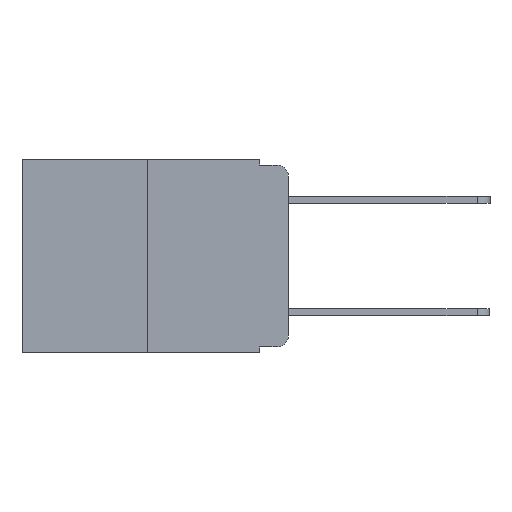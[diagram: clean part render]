
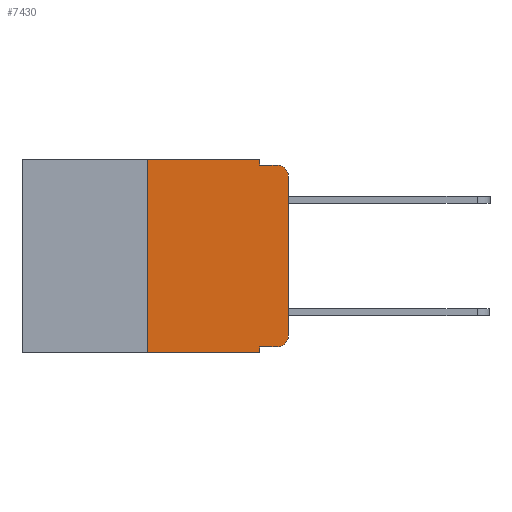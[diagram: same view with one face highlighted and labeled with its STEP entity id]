
A CAD part, left-side view. The second image highlights one B-rep face of the part: STEP entity #7430.
In plain terms, the highlighted planar face has unit normal (-1, 0, 0).
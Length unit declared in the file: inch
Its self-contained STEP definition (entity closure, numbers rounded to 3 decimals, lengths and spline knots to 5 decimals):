
#49 = VERTEX_POINT ( 'NONE', #21313 ) ;
#229 = AXIS2_PLACEMENT_3D ( 'NONE', #16459, #4093, #18536 ) ;
#240 = LINE ( 'NONE', #13618, #21568 ) ;
#472 = ORIENTED_EDGE ( 'NONE', *, *, #5716, .T. ) ;
#865 = CARTESIAN_POINT ( 'NONE',  ( 0., 0.051, -0.333 ) ) ;
#883 = ORIENTED_EDGE ( 'NONE', *, *, #7637, .F. ) ;
#939 = ORIENTED_EDGE ( 'NONE', *, *, #1213, .F. ) ;
#1023 = ORIENTED_EDGE ( 'NONE', *, *, #2978, .T. ) ;
#1031 = LINE ( 'NONE', #9915, #6625 ) ;
#1100 = CARTESIAN_POINT ( 'NONE',  ( 0., 0., -0.03 ) ) ;
#1213 = EDGE_CURVE ( 'NONE', #19249, #49, #15837, .T. ) ;
#1254 = DIRECTION ( 'NONE',  ( 0., -1., 0. ) ) ;
#1592 = VERTEX_POINT ( 'NONE', #5507 ) ;
#2382 = LINE ( 'NONE', #20236, #23602 ) ;
#2723 = VERTEX_POINT ( 'NONE', #24380 ) ;
#2978 = EDGE_CURVE ( 'NONE', #1592, #23209, #17694, .T. ) ;
#3003 = CARTESIAN_POINT ( 'NONE',  ( 0., 0., 0. ) ) ;
#3097 = CARTESIAN_POINT ( 'NONE',  ( 0., 0.473, 0. ) ) ;
#3138 = EDGE_CURVE ( 'NONE', #21556, #8202, #18633, .T. ) ;
#3498 = ORIENTED_EDGE ( 'NONE', *, *, #21942, .F. ) ;
#4093 = DIRECTION ( 'NONE',  ( -1., 0., 0. ) ) ;
#4185 = DIRECTION ( 'NONE',  ( -1., 0., 0. ) ) ;
#5261 = DIRECTION ( 'NONE',  ( 0., 0., -1. ) ) ;
#5507 = CARTESIAN_POINT ( 'NONE',  ( 0., 0., -0.313 ) ) ;
#5700 = CARTESIAN_POINT ( 'NONE',  ( 0., 0.051, 0. ) ) ;
#5716 = EDGE_CURVE ( 'NONE', #21556, #7811, #240, .T. ) ;
#6625 = VECTOR ( 'NONE', #24149, 39.37008 ) ;
#6686 = ORIENTED_EDGE ( 'NONE', *, *, #16138, .T. ) ;
#7412 = CIRCLE ( 'NONE', #14858, 0.02 ) ;
#7430 = ADVANCED_FACE ( 'NONE', ( #22674 ), #9441, .F. ) ;
#7637 = EDGE_CURVE ( 'NONE', #8202, #19249, #2382, .T. ) ;
#7811 = VERTEX_POINT ( 'NONE', #18718 ) ;
#8035 = VERTEX_POINT ( 'NONE', #865 ) ;
#8202 = VERTEX_POINT ( 'NONE', #19940 ) ;
#8544 = CARTESIAN_POINT ( 'NONE',  ( 0., 0.02, -0.333 ) ) ;
#8603 = DIRECTION ( 'NONE',  ( 0., 0., -1. ) ) ;
#8714 = ORIENTED_EDGE ( 'NONE', *, *, #24297, .F. ) ;
#9247 = CARTESIAN_POINT ( 'NONE',  ( 0., 0.051, -0.01 ) ) ;
#9441 = PLANE ( 'NONE',  #21403 ) ;
#9655 = ORIENTED_EDGE ( 'NONE', *, *, #24154, .T. ) ;
#9915 = CARTESIAN_POINT ( 'NONE',  ( 0., 0.051, -0.333 ) ) ;
#9960 = ORIENTED_EDGE ( 'NONE', *, *, #14760, .T. ) ;
#10877 = VECTOR ( 'NONE', #25493, 39.37008 ) ;
#11476 = DIRECTION ( 'NONE',  ( 0., 0., -1. ) ) ;
#11504 = LINE ( 'NONE', #9247, #10877 ) ;
#11595 = VECTOR ( 'NONE', #15385, 39.37008 ) ;
#11892 = ORIENTED_EDGE ( 'NONE', *, *, #3138, .F. ) ;
#13205 = VECTOR ( 'NONE', #24106, 39.37008 ) ;
#13618 = CARTESIAN_POINT ( 'NONE',  ( 0., 0.473, -0.343 ) ) ;
#13863 = LINE ( 'NONE', #16712, #19298 ) ;
#13998 = CARTESIAN_POINT ( 'NONE',  ( 0., 0.25, 0. ) ) ;
#14760 = EDGE_CURVE ( 'NONE', #19036, #1592, #17664, .T. ) ;
#14858 = AXIS2_PLACEMENT_3D ( 'NONE', #16538, #4185, #18612 ) ;
#15385 = DIRECTION ( 'NONE',  ( 0., 0., 1. ) ) ;
#15837 = LINE ( 'NONE', #5700, #26599 ) ;
#16138 = EDGE_CURVE ( 'NONE', #8035, #19036, #1031, .T. ) ;
#16215 = DIRECTION ( 'NONE',  ( 0., -1., 0. ) ) ;
#16459 = CARTESIAN_POINT ( 'NONE',  ( 0., 0.02, -0.313 ) ) ;
#16538 = CARTESIAN_POINT ( 'NONE',  ( 0., 0.02, -0.03 ) ) ;
#16712 = CARTESIAN_POINT ( 'NONE',  ( 0., 0.051, 0. ) ) ;
#17664 = CIRCLE ( 'NONE', #229, 0.02 ) ;
#17694 = LINE ( 'NONE', #3003, #11595 ) ;
#18536 = DIRECTION ( 'NONE',  ( 0., 0., -1. ) ) ;
#18612 = DIRECTION ( 'NONE',  ( 0., 0., -1. ) ) ;
#18622 = EDGE_LOOP ( 'NONE', ( #1023, #9655, #3498, #939, #883, #11892, #472, #8714, #6686, #9960 ) ) ;
#18633 = LINE ( 'NONE', #13998, #13205 ) ;
#18718 = CARTESIAN_POINT ( 'NONE',  ( 0., 0.051, -0.343 ) ) ;
#19036 = VERTEX_POINT ( 'NONE', #8544 ) ;
#19249 = VERTEX_POINT ( 'NONE', #21382 ) ;
#19298 = VECTOR ( 'NONE', #8603, 39.37008 ) ;
#19940 = CARTESIAN_POINT ( 'NONE',  ( 0., 0.25, 0. ) ) ;
#20236 = CARTESIAN_POINT ( 'NONE',  ( 0., 0.473, 0. ) ) ;
#20337 = CARTESIAN_POINT ( 'NONE',  ( 0., 0.25, -0.343 ) ) ;
#21313 = CARTESIAN_POINT ( 'NONE',  ( 0., 0.051, -0.01 ) ) ;
#21382 = CARTESIAN_POINT ( 'NONE',  ( 0., 0.051, 0. ) ) ;
#21403 = AXIS2_PLACEMENT_3D ( 'NONE', #3097, #23668, #11476 ) ;
#21556 = VERTEX_POINT ( 'NONE', #20337 ) ;
#21568 = VECTOR ( 'NONE', #1254, 39.37008 ) ;
#21942 = EDGE_CURVE ( 'NONE', #49, #2723, #11504, .T. ) ;
#22674 = FACE_OUTER_BOUND ( 'NONE', #18622, .T. ) ;
#23209 = VERTEX_POINT ( 'NONE', #1100 ) ;
#23602 = VECTOR ( 'NONE', #16215, 39.37008 ) ;
#23668 = DIRECTION ( 'NONE',  ( 1., 0., 0. ) ) ;
#24106 = DIRECTION ( 'NONE',  ( 0., 0., 1. ) ) ;
#24149 = DIRECTION ( 'NONE',  ( 0., -1., 0. ) ) ;
#24154 = EDGE_CURVE ( 'NONE', #23209, #2723, #7412, .T. ) ;
#24297 = EDGE_CURVE ( 'NONE', #8035, #7811, #13863, .T. ) ;
#24380 = CARTESIAN_POINT ( 'NONE',  ( 0., 0.02, -0.01 ) ) ;
#25493 = DIRECTION ( 'NONE',  ( 0., -1., 0. ) ) ;
#26599 = VECTOR ( 'NONE', #5261, 39.37008 ) ;
